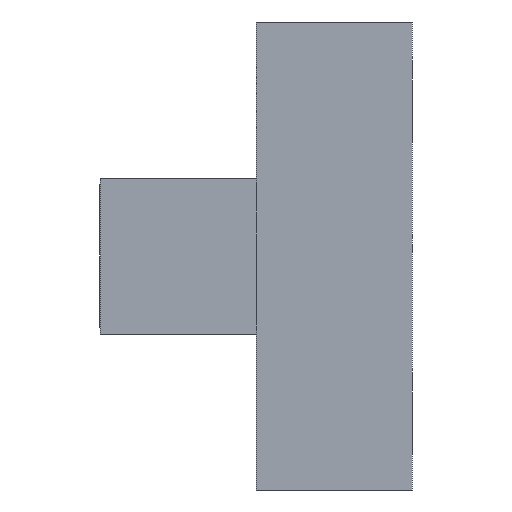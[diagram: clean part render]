
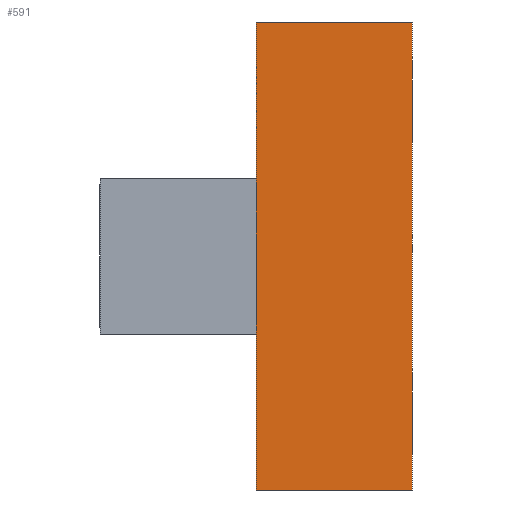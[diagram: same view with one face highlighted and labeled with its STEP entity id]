
A CAD part, front view. The second image highlights one B-rep face of the part: STEP entity #591.
In plain terms, the highlighted planar face has unit normal (0, -1, 0).
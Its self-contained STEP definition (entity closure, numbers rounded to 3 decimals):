
#39=PLANE('',#663);
#69=FACE_OUTER_BOUND('',#109,.T.);
#109=EDGE_LOOP('',(#464,#465,#466,#467,#468,#469));
#140=LINE('',#903,#200);
#143=LINE('',#909,#203);
#150=LINE('',#925,#210);
#152=LINE('',#930,#212);
#160=LINE('',#947,#220);
#161=LINE('',#948,#221);
#200=VECTOR('',#741,10.);
#203=VECTOR('',#746,10.);
#210=VECTOR('',#759,10.);
#212=VECTOR('',#763,10.);
#220=VECTOR('',#777,10.);
#221=VECTOR('',#778,10.);
#287=VERTEX_POINT('',#899);
#289=VERTEX_POINT('',#902);
#291=VERTEX_POINT('',#908);
#295=VERTEX_POINT('',#919);
#297=VERTEX_POINT('',#923);
#298=VERTEX_POINT('',#927);
#345=EDGE_CURVE('',#287,#289,#140,.T.);
#348=EDGE_CURVE('',#289,#291,#143,.T.);
#356=EDGE_CURVE('',#295,#297,#150,.T.);
#358=EDGE_CURVE('',#298,#297,#152,.T.);
#367=EDGE_CURVE('',#295,#287,#160,.T.);
#368=EDGE_CURVE('',#298,#291,#161,.T.);
#464=ORIENTED_EDGE('',*,*,#367,.F.);
#465=ORIENTED_EDGE('',*,*,#356,.T.);
#466=ORIENTED_EDGE('',*,*,#358,.F.);
#467=ORIENTED_EDGE('',*,*,#368,.T.);
#468=ORIENTED_EDGE('',*,*,#348,.F.);
#469=ORIENTED_EDGE('',*,*,#345,.F.);
#591=ADVANCED_FACE('',(#69),#39,.F.);
#663=AXIS2_PLACEMENT_3D('',#946,#775,#776);
#741=DIRECTION('',(-1.,0.,0.));
#746=DIRECTION('',(0.,0.,1.));
#759=DIRECTION('',(-1.,0.,0.));
#763=DIRECTION('',(0.,0.,1.));
#775=DIRECTION('center_axis',(0.,1.,0.));
#776=DIRECTION('ref_axis',(1.,0.,0.));
#777=DIRECTION('',(0.,0.,-1.));
#778=DIRECTION('',(0.,0.,-1.));
#899=CARTESIAN_POINT('',(10.,-5.,-5.));
#902=CARTESIAN_POINT('',(5.,-5.,-5.));
#903=CARTESIAN_POINT('',(10.,-5.,-5.));
#908=CARTESIAN_POINT('',(5.,-5.,0.));
#909=CARTESIAN_POINT('',(5.,-5.,0.));
#919=CARTESIAN_POINT('',(10.,-5.,10.));
#923=CARTESIAN_POINT('',(5.,-5.,10.));
#925=CARTESIAN_POINT('',(10.,-5.,10.));
#927=CARTESIAN_POINT('',(5.,-5.,5.));
#930=CARTESIAN_POINT('',(5.,-5.,10.));
#946=CARTESIAN_POINT('Origin',(5.,-5.,5.));
#947=CARTESIAN_POINT('',(10.,-5.,0.));
#948=CARTESIAN_POINT('',(5.,-5.,5.));
